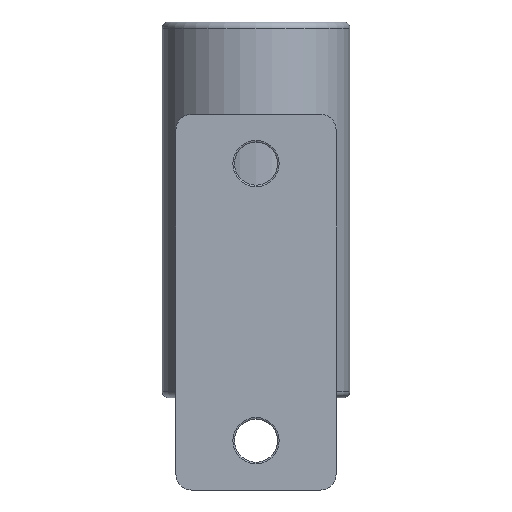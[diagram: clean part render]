
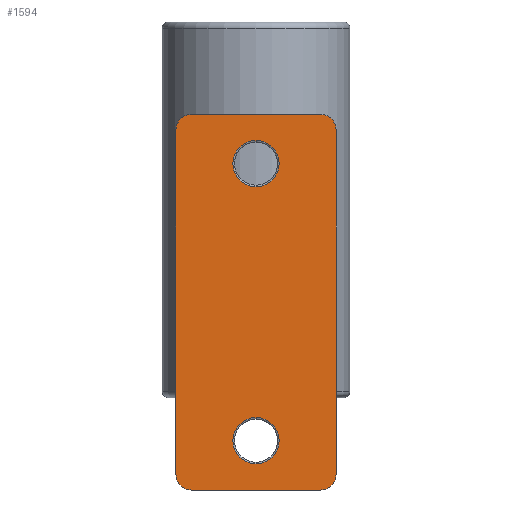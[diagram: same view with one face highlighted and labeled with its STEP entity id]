
A CAD part, front view. The second image highlights one B-rep face of the part: STEP entity #1594.
In plain terms, the highlighted planar face has unit normal (0, -1, 0).
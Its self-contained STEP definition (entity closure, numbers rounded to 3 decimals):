
#174 = ORIENTED_EDGE ( 'NONE', *, *, #3093, .F. ) ;
#185 = ORIENTED_EDGE ( 'NONE', *, *, #4181, .T. ) ;
#204 = DIRECTION ( 'NONE',  ( 0., 1., 0. ) ) ;
#445 = CIRCLE ( 'NONE', #471, 7.5 ) ;
#471 = AXIS2_PLACEMENT_3D ( 'NONE', #2600, #2239, #3349 ) ;
#495 = ORIENTED_EDGE ( 'NONE', *, *, #2173, .T. ) ;
#498 = DIRECTION ( 'NONE',  ( 0., -1., 0. ) ) ;
#505 = LINE ( 'NONE', #3849, #4216 ) ;
#511 = AXIS2_PLACEMENT_3D ( 'NONE', #791, #1527, #3583 ) ;
#547 = AXIS2_PLACEMENT_3D ( 'NONE', #3086, #618, #3072 ) ;
#596 = VECTOR ( 'NONE', #771, 1000. ) ;
#618 = DIRECTION ( 'NONE',  ( 0., 1., 0. ) ) ;
#631 = DIRECTION ( 'NONE',  ( 0., 0., -1. ) ) ;
#692 = DIRECTION ( 'NONE',  ( 0., 0., -1. ) ) ;
#722 = ORIENTED_EDGE ( 'NONE', *, *, #3238, .F. ) ;
#764 = VERTEX_POINT ( 'NONE', #1352 ) ;
#771 = DIRECTION ( 'NONE',  ( 1., 0., 0. ) ) ;
#772 = CARTESIAN_POINT ( 'NONE',  ( 0., 0., -37.5 ) ) ;
#791 = CARTESIAN_POINT ( 'NONE',  ( 0., 0., 45. ) ) ;
#796 = CIRCLE ( 'NONE', #1669, 7.5 ) ;
#820 = DIRECTION ( 'NONE',  ( 0., 0., -1. ) ) ;
#832 = FACE_BOUND ( 'NONE', #1888, .T. ) ;
#957 = ORIENTED_EDGE ( 'NONE', *, *, #3958, .T. ) ;
#994 = EDGE_CURVE ( 'NONE', #1645, #2051, #445, .T. ) ;
#1156 = CARTESIAN_POINT ( 'NONE',  ( -21., 0., 61. ) ) ;
#1159 = FACE_OUTER_BOUND ( 'NONE', #1659, .T. ) ;
#1160 = AXIS2_PLACEMENT_3D ( 'NONE', #3770, #4104, #631 ) ;
#1166 = DIRECTION ( 'NONE',  ( 0., -1., 0. ) ) ;
#1223 = VERTEX_POINT ( 'NONE', #1156 ) ;
#1249 = DIRECTION ( 'NONE',  ( 0., 0., 1. ) ) ;
#1302 = VERTEX_POINT ( 'NONE', #4402 ) ;
#1318 = DIRECTION ( 'NONE',  ( 0., 0., -1. ) ) ;
#1329 = VERTEX_POINT ( 'NONE', #3034 ) ;
#1352 = CARTESIAN_POINT ( 'NONE',  ( -21., 0., -61. ) ) ;
#1364 = DIRECTION ( 'NONE',  ( 0., -1., 0. ) ) ;
#1379 = CARTESIAN_POINT ( 'NONE',  ( 21., 0., -56. ) ) ;
#1406 = AXIS2_PLACEMENT_3D ( 'NONE', #3467, #1166, #4316 ) ;
#1411 = PLANE ( 'NONE',  #1406 ) ;
#1412 = EDGE_CURVE ( 'NONE', #1830, #4487, #3163, .T. ) ;
#1451 = ORIENTED_EDGE ( 'NONE', *, *, #994, .T. ) ;
#1480 = VERTEX_POINT ( 'NONE', #2710 ) ;
#1504 = EDGE_CURVE ( 'NONE', #1480, #764, #505, .T. ) ;
#1507 = CIRCLE ( 'NONE', #1160, 5. ) ;
#1527 = DIRECTION ( 'NONE',  ( 0., 1., 0. ) ) ;
#1594 = ADVANCED_FACE ( 'NONE', ( #832, #3726, #1159 ), #1411, .T. ) ;
#1645 = VERTEX_POINT ( 'NONE', #772 ) ;
#1659 = EDGE_LOOP ( 'NONE', ( #174, #185, #1665, #495, #722, #2403, #4382, #957 ) ) ;
#1665 = ORIENTED_EDGE ( 'NONE', *, *, #1504, .F. ) ;
#1669 = AXIS2_PLACEMENT_3D ( 'NONE', #3016, #204, #1945 ) ;
#1686 = DIRECTION ( 'NONE',  ( 0., 0., -1. ) ) ;
#1731 = VECTOR ( 'NONE', #1249, 1000. ) ;
#1737 = DIRECTION ( 'NONE',  ( -1., 0., 0. ) ) ;
#1791 = EDGE_CURVE ( 'NONE', #1302, #1329, #4390, .T. ) ;
#1830 = VERTEX_POINT ( 'NONE', #3098 ) ;
#1888 = EDGE_LOOP ( 'NONE', ( #4165, #1451 ) ) ;
#1945 = DIRECTION ( 'NONE',  ( 0., 0., -1. ) ) ;
#1949 = EDGE_CURVE ( 'NONE', #4487, #1830, #4063, .T. ) ;
#1958 = VECTOR ( 'NONE', #1318, 1000. ) ;
#2051 = VERTEX_POINT ( 'NONE', #4253 ) ;
#2069 = CARTESIAN_POINT ( 'NONE',  ( 21., 0., 56. ) ) ;
#2122 = AXIS2_PLACEMENT_3D ( 'NONE', #2559, #498, #820 ) ;
#2173 = EDGE_CURVE ( 'NONE', #1480, #3813, #3347, .T. ) ;
#2188 = EDGE_LOOP ( 'NONE', ( #4441, #3061 ) ) ;
#2227 = LINE ( 'NONE', #3085, #596 ) ;
#2239 = DIRECTION ( 'NONE',  ( 0., 1., 0. ) ) ;
#2249 = CARTESIAN_POINT ( 'NONE',  ( -26., 0., 61. ) ) ;
#2310 = CARTESIAN_POINT ( 'NONE',  ( 26., 0., 61. ) ) ;
#2331 = AXIS2_PLACEMENT_3D ( 'NONE', #1379, #1364, #692 ) ;
#2403 = ORIENTED_EDGE ( 'NONE', *, *, #1791, .T. ) ;
#2488 = CARTESIAN_POINT ( 'NONE',  ( -26., 0., 56. ) ) ;
#2559 = CARTESIAN_POINT ( 'NONE',  ( -21., 0., 56. ) ) ;
#2600 = CARTESIAN_POINT ( 'NONE',  ( 0., 0., -45. ) ) ;
#2602 = VERTEX_POINT ( 'NONE', #3752 ) ;
#2710 = CARTESIAN_POINT ( 'NONE',  ( 21., 0., -61. ) ) ;
#2751 = CIRCLE ( 'NONE', #2122, 5. ) ;
#3003 = VERTEX_POINT ( 'NONE', #2488 ) ;
#3016 = CARTESIAN_POINT ( 'NONE',  ( 0., 0., -45. ) ) ;
#3034 = CARTESIAN_POINT ( 'NONE',  ( 21., 0., 61. ) ) ;
#3061 = ORIENTED_EDGE ( 'NONE', *, *, #1949, .T. ) ;
#3072 = DIRECTION ( 'NONE',  ( 0., 0., -1. ) ) ;
#3085 = CARTESIAN_POINT ( 'NONE',  ( -26., 0., 61. ) ) ;
#3086 = CARTESIAN_POINT ( 'NONE',  ( 0., 0., 45. ) ) ;
#3093 = EDGE_CURVE ( 'NONE', #2602, #3003, #3133, .T. ) ;
#3098 = CARTESIAN_POINT ( 'NONE',  ( 0., 0., 37.5 ) ) ;
#3133 = LINE ( 'NONE', #2249, #1731 ) ;
#3163 = CIRCLE ( 'NONE', #547, 7.5 ) ;
#3180 = AXIS2_PLACEMENT_3D ( 'NONE', #2069, #3815, #1686 ) ;
#3210 = CARTESIAN_POINT ( 'NONE',  ( 0., 0., 52.5 ) ) ;
#3238 = EDGE_CURVE ( 'NONE', #1302, #3813, #4297, .T. ) ;
#3347 = CIRCLE ( 'NONE', #2331, 5. ) ;
#3349 = DIRECTION ( 'NONE',  ( 0., 0., -1. ) ) ;
#3374 = EDGE_CURVE ( 'NONE', #1223, #1329, #2227, .T. ) ;
#3467 = CARTESIAN_POINT ( 'NONE',  ( -26., 0., 61. ) ) ;
#3583 = DIRECTION ( 'NONE',  ( 0., 0., -1. ) ) ;
#3726 = FACE_BOUND ( 'NONE', #2188, .T. ) ;
#3752 = CARTESIAN_POINT ( 'NONE',  ( -26., 0., -56. ) ) ;
#3770 = CARTESIAN_POINT ( 'NONE',  ( -21., 0., -56. ) ) ;
#3813 = VERTEX_POINT ( 'NONE', #3853 ) ;
#3815 = DIRECTION ( 'NONE',  ( 0., -1., 0. ) ) ;
#3849 = CARTESIAN_POINT ( 'NONE',  ( -26., 0., -61. ) ) ;
#3853 = CARTESIAN_POINT ( 'NONE',  ( 26., 0., -56. ) ) ;
#3958 = EDGE_CURVE ( 'NONE', #1223, #3003, #2751, .T. ) ;
#3995 = EDGE_CURVE ( 'NONE', #2051, #1645, #796, .T. ) ;
#4063 = CIRCLE ( 'NONE', #511, 7.5 ) ;
#4104 = DIRECTION ( 'NONE',  ( 0., -1., 0. ) ) ;
#4165 = ORIENTED_EDGE ( 'NONE', *, *, #3995, .T. ) ;
#4181 = EDGE_CURVE ( 'NONE', #2602, #764, #1507, .T. ) ;
#4216 = VECTOR ( 'NONE', #1737, 1000. ) ;
#4253 = CARTESIAN_POINT ( 'NONE',  ( 0., 0., -52.5 ) ) ;
#4297 = LINE ( 'NONE', #2310, #1958 ) ;
#4316 = DIRECTION ( 'NONE',  ( 0., 0., -1. ) ) ;
#4382 = ORIENTED_EDGE ( 'NONE', *, *, #3374, .F. ) ;
#4390 = CIRCLE ( 'NONE', #3180, 5. ) ;
#4402 = CARTESIAN_POINT ( 'NONE',  ( 26., 0., 56. ) ) ;
#4441 = ORIENTED_EDGE ( 'NONE', *, *, #1412, .T. ) ;
#4487 = VERTEX_POINT ( 'NONE', #3210 ) ;
